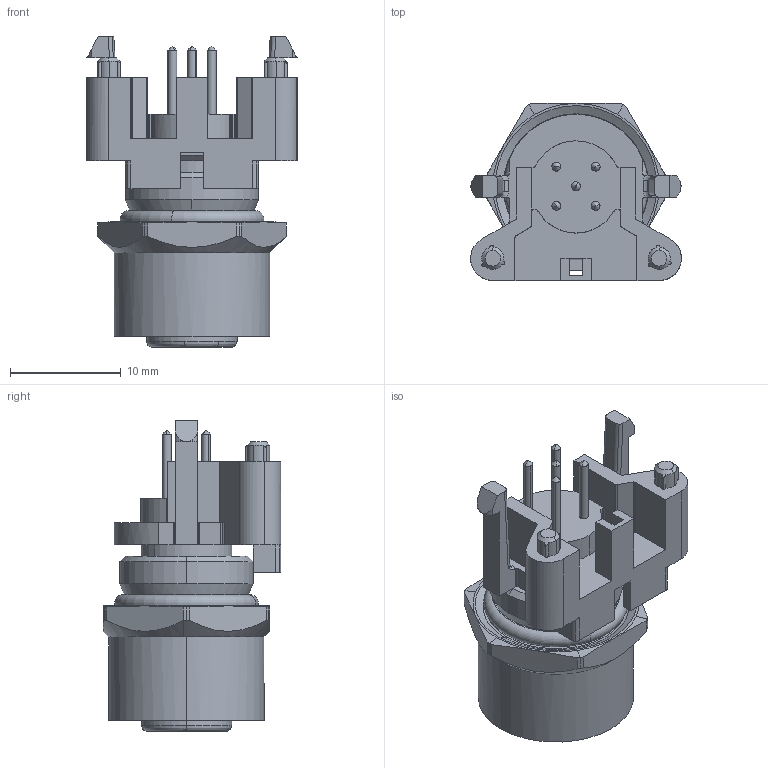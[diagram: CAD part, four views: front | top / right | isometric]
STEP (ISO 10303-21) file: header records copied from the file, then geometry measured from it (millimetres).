
FILE_DESCRIPTION(('CATIA V5R24 STEP','CAx-IF Rec.Pracs.--- Model Styling and Organization---1.2---2011-12-15'),'2;1');
FILE_NAME ('D1461812_0_2422520000_2422520000.stp','2017-09-13T12:49:53+00:00',('none'),('Weidmueller'),'CATIA Version 5-6 Release 2014 SP4 HF52','CATIA V5 STEP AP214','none');
FILE_SCHEMA(('AUTOMOTIVE_DESIGN { 1 0 10303 214 1 1 1 1 }'));
Length unit declared in the file: millimetre
Products named in the file (1): 2422520000
Bounding box: 18.99 x 16 x 28 mm (x, y, z)
Volume: 2856 mm3; surface area: 3408.6 mm2
Topology: 4 solids, 4 shells, 354 faces, 963 edges, 636 vertices
Faces by surface type: cylinder 134, plane 101, bspline 67, cone 36, torus 16
Entity records: 12302 total; most frequent: CARTESIAN_POINT 4505, ORIENTED_EDGE 1926, DIRECTION 1138, EDGE_CURVE 963, VERTEX_POINT 636, AXIS2_PLACEMENT_3D 500, EDGE_LOOP 381, VECTOR 367
